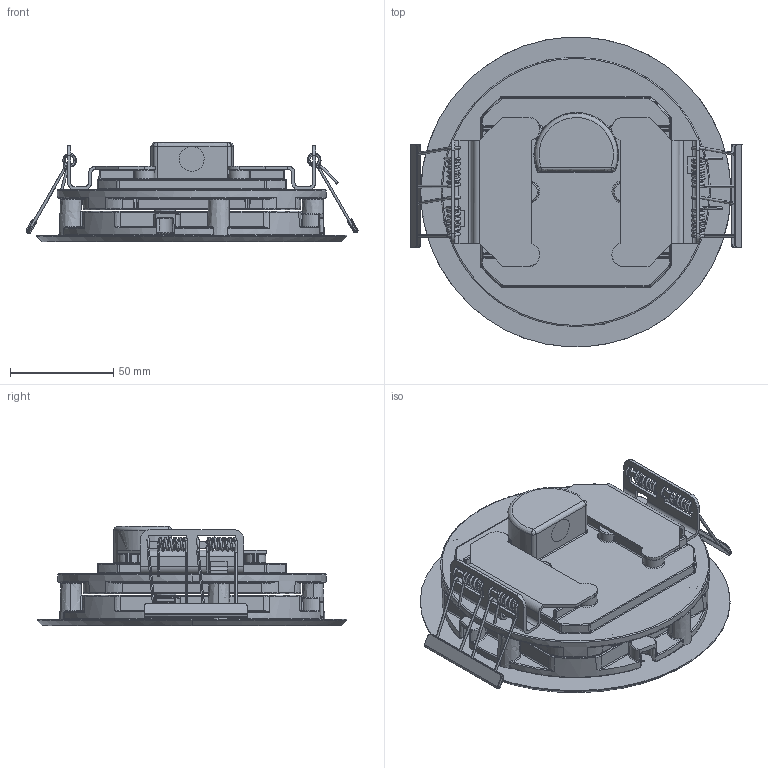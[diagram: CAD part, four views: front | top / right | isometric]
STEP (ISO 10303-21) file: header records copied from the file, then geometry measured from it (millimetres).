
FILE_DESCRIPTION(/* description */ (''),/* implementation_level */ '2;1');
FILE_NAME(/* name */ 'T4200500_EGO 150 DL FLAT TONDO',/* time_stamp */ '2018-02-02T13:03:20+01:00',/* author */ (''),/* organization */ (''),/* preprocessor_version */ 'ST-DEVELOPER v15',/* originating_system */ '',/* authorisation */ '');
FILE_SCHEMA (('CONFIG_CONTROL_DESIGN'));
Length unit declared in the file: millimetre
Products named in the file (1): Document
Bounding box: 160.68 x 149.73 x 48 mm (x, y, z)
Volume: 157399 mm3; surface area: 130549.7 mm2
Topology: 12 solids, 15 shells, 1412 faces, 3544 edges, 2009 vertices
Faces by surface type: bspline 1125, plane 287
Entity records: 71962 total; most frequent: CARTESIAN_POINT 53117, ORIENTED_EDGE 6813, EDGE_CURVE 3439, VERTEX_POINT 2009, EDGE_LOOP 1437, ADVANCED_FACE 1406, FACE_OUTER_BOUND 1406, B_SPLINE_CURVE_WITH_KNOTS 1320
